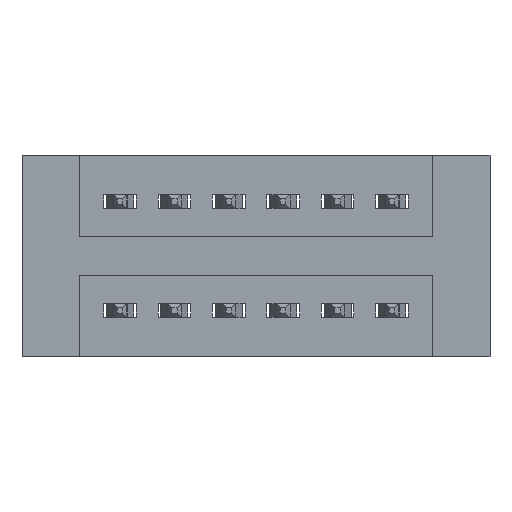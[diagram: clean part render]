
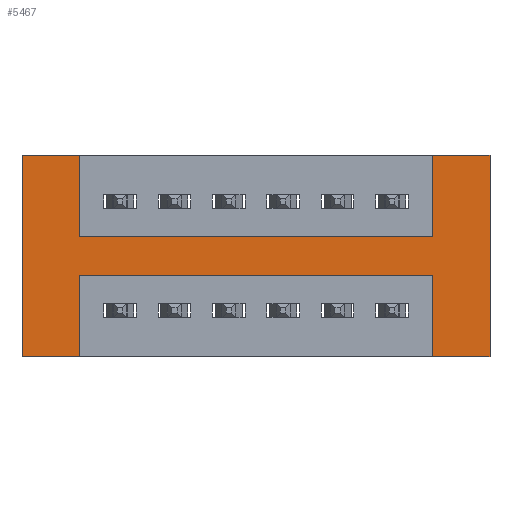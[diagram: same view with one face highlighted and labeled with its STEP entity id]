
A CAD part, front view. The second image highlights one B-rep face of the part: STEP entity #5467.
In plain terms, the highlighted planar face has unit normal (0, -1, 0).
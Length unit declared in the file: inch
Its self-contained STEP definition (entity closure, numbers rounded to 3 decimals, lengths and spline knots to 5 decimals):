
#82 = DIRECTION ( 'NONE',  ( 1., 0., 0. ) ) ;
#250 = EDGE_CURVE ( 'NONE', #5132, #8541, #7531, .T. ) ;
#265 = CARTESIAN_POINT ( 'NONE',  ( 1.1475, 0., 0. ) ) ;
#376 = ORIENTED_EDGE ( 'NONE', *, *, #2203, .T. ) ;
#538 = CARTESIAN_POINT ( 'NONE',  ( 0.3925, 0., -0.22 ) ) ;
#542 = LINE ( 'NONE', #6568, #6389 ) ;
#561 = VERTEX_POINT ( 'NONE', #2024 ) ;
#789 = VERTEX_POINT ( 'NONE', #5704 ) ;
#799 = LINE ( 'NONE', #265, #4462 ) ;
#865 = ORIENTED_EDGE ( 'NONE', *, *, #7559, .F. ) ;
#920 = LINE ( 'NONE', #8419, #8403 ) ;
#1221 = VECTOR ( 'NONE', #4412, 39.37008 ) ;
#1560 = VERTEX_POINT ( 'NONE', #2529 ) ;
#1566 = CARTESIAN_POINT ( 'NONE',  ( 1.1475, 0., -0.37 ) ) ;
#1685 = DIRECTION ( 'NONE',  ( -1., 0., 0. ) ) ;
#1692 = EDGE_CURVE ( 'NONE', #6830, #5132, #920, .T. ) ;
#1721 = VERTEX_POINT ( 'NONE', #1566 ) ;
#2024 = CARTESIAN_POINT ( 'NONE',  ( 0.3925, 0., -0.37 ) ) ;
#2043 = VERTEX_POINT ( 'NONE', #4982 ) ;
#2046 = LINE ( 'NONE', #8177, #5862 ) ;
#2124 = CARTESIAN_POINT ( 'NONE',  ( 1.0425, 0., -0.37 ) ) ;
#2203 = EDGE_CURVE ( 'NONE', #2043, #7142, #3635, .T. ) ;
#2450 = EDGE_CURVE ( 'NONE', #8905, #7277, #5973, .T. ) ;
#2529 = CARTESIAN_POINT ( 'NONE',  ( 1.1475, 0., 0. ) ) ;
#2658 = VECTOR ( 'NONE', #7883, 39.37008 ) ;
#2730 = ORIENTED_EDGE ( 'NONE', *, *, #7881, .F. ) ;
#2891 = VECTOR ( 'NONE', #7290, 39.37008 ) ;
#2909 = LINE ( 'NONE', #7535, #6376 ) ;
#3145 = CARTESIAN_POINT ( 'NONE',  ( 0.2875, 0., 0. ) ) ;
#3591 = EDGE_CURVE ( 'NONE', #7277, #7222, #8479, .T. ) ;
#3635 = LINE ( 'NONE', #3145, #7413 ) ;
#3719 = CARTESIAN_POINT ( 'NONE',  ( 0.3925, 0., 0. ) ) ;
#3937 = ORIENTED_EDGE ( 'NONE', *, *, #8483, .F. ) ;
#4001 = VECTOR ( 'NONE', #6696, 39.37008 ) ;
#4018 = VECTOR ( 'NONE', #1685, 39.37008 ) ;
#4052 = DIRECTION ( 'NONE',  ( 0., 0., 1. ) ) ;
#4065 = CARTESIAN_POINT ( 'NONE',  ( 0.2875, 0., -0.37 ) ) ;
#4184 = CARTESIAN_POINT ( 'NONE',  ( 0.3925, 0., -0.15 ) ) ;
#4346 = ORIENTED_EDGE ( 'NONE', *, *, #2450, .F. ) ;
#4412 = DIRECTION ( 'NONE',  ( -1., 0., 0. ) ) ;
#4443 = DIRECTION ( 'NONE',  ( 1., 0., 0. ) ) ;
#4462 = VECTOR ( 'NONE', #8315, 39.37008 ) ;
#4537 = CARTESIAN_POINT ( 'NONE',  ( 0., 0., -0.37 ) ) ;
#4602 = EDGE_LOOP ( 'NONE', ( #7975, #7664, #2730, #8367, #8725, #3937, #376, #6178, #865, #6442, #4346, #8911 ) ) ;
#4658 = CARTESIAN_POINT ( 'NONE',  ( 1.0425, 0., -0.37 ) ) ;
#4982 = CARTESIAN_POINT ( 'NONE',  ( 0.2875, 0., 0. ) ) ;
#5132 = VERTEX_POINT ( 'NONE', #4184 ) ;
#5467 = ADVANCED_FACE ( 'NONE', ( #8794 ), #7903, .T. ) ;
#5619 = CARTESIAN_POINT ( 'NONE',  ( 0.3925, 0., -0.22 ) ) ;
#5704 = CARTESIAN_POINT ( 'NONE',  ( 1.0425, 0., 0. ) ) ;
#5756 = VECTOR ( 'NONE', #7687, 39.37008 ) ;
#5835 = EDGE_CURVE ( 'NONE', #561, #7142, #8787, .T. ) ;
#5862 = VECTOR ( 'NONE', #4052, 39.37008 ) ;
#5973 = LINE ( 'NONE', #4658, #4001 ) ;
#6178 = ORIENTED_EDGE ( 'NONE', *, *, #5835, .F. ) ;
#6376 = VECTOR ( 'NONE', #82, 39.37008 ) ;
#6389 = VECTOR ( 'NONE', #4443, 39.37008 ) ;
#6442 = ORIENTED_EDGE ( 'NONE', *, *, #3591, .F. ) ;
#6568 = CARTESIAN_POINT ( 'NONE',  ( 0., 0., 0. ) ) ;
#6592 = LINE ( 'NONE', #8506, #2658 ) ;
#6696 = DIRECTION ( 'NONE',  ( 0., 0., 1. ) ) ;
#6813 = LINE ( 'NONE', #8161, #4018 ) ;
#6830 = VERTEX_POINT ( 'NONE', #3719 ) ;
#7111 = EDGE_CURVE ( 'NONE', #1721, #8905, #6813, .T. ) ;
#7142 = VERTEX_POINT ( 'NONE', #4065 ) ;
#7211 = DIRECTION ( 'NONE',  ( 0., 0., -1. ) ) ;
#7222 = VERTEX_POINT ( 'NONE', #5619 ) ;
#7247 = AXIS2_PLACEMENT_3D ( 'NONE', #7777, #9003, #7764 ) ;
#7277 = VERTEX_POINT ( 'NONE', #8297 ) ;
#7290 = DIRECTION ( 'NONE',  ( -1., 0., 0. ) ) ;
#7413 = VECTOR ( 'NONE', #7211, 39.37008 ) ;
#7531 = LINE ( 'NONE', #9235, #5756 ) ;
#7535 = CARTESIAN_POINT ( 'NONE',  ( 0., 0., 0. ) ) ;
#7548 = EDGE_CURVE ( 'NONE', #789, #1560, #542, .T. ) ;
#7559 = EDGE_CURVE ( 'NONE', #7222, #561, #6592, .T. ) ;
#7664 = ORIENTED_EDGE ( 'NONE', *, *, #7548, .F. ) ;
#7687 = DIRECTION ( 'NONE',  ( 1., 0., 0. ) ) ;
#7764 = DIRECTION ( 'NONE',  ( 0., 0., -1. ) ) ;
#7777 = CARTESIAN_POINT ( 'NONE',  ( 0., 0., -0.37 ) ) ;
#7881 = EDGE_CURVE ( 'NONE', #8541, #789, #2046, .T. ) ;
#7883 = DIRECTION ( 'NONE',  ( 0., 0., -1. ) ) ;
#7903 = PLANE ( 'NONE',  #7247 ) ;
#7975 = ORIENTED_EDGE ( 'NONE', *, *, #8033, .T. ) ;
#8033 = EDGE_CURVE ( 'NONE', #1721, #1560, #799, .T. ) ;
#8161 = CARTESIAN_POINT ( 'NONE',  ( 0., 0., -0.37 ) ) ;
#8177 = CARTESIAN_POINT ( 'NONE',  ( 1.0425, 0., 0. ) ) ;
#8297 = CARTESIAN_POINT ( 'NONE',  ( 1.0425, 0., -0.22 ) ) ;
#8315 = DIRECTION ( 'NONE',  ( 0., 0., 1. ) ) ;
#8367 = ORIENTED_EDGE ( 'NONE', *, *, #250, .F. ) ;
#8370 = DIRECTION ( 'NONE',  ( 0., 0., -1. ) ) ;
#8403 = VECTOR ( 'NONE', #8370, 39.37008 ) ;
#8419 = CARTESIAN_POINT ( 'NONE',  ( 0.3925, 0., 0. ) ) ;
#8479 = LINE ( 'NONE', #538, #2891 ) ;
#8483 = EDGE_CURVE ( 'NONE', #2043, #6830, #2909, .T. ) ;
#8506 = CARTESIAN_POINT ( 'NONE',  ( 0.3925, 0., -0.37 ) ) ;
#8541 = VERTEX_POINT ( 'NONE', #8824 ) ;
#8725 = ORIENTED_EDGE ( 'NONE', *, *, #1692, .F. ) ;
#8787 = LINE ( 'NONE', #4537, #1221 ) ;
#8794 = FACE_OUTER_BOUND ( 'NONE', #4602, .T. ) ;
#8824 = CARTESIAN_POINT ( 'NONE',  ( 1.0425, 0., -0.15 ) ) ;
#8905 = VERTEX_POINT ( 'NONE', #2124 ) ;
#8911 = ORIENTED_EDGE ( 'NONE', *, *, #7111, .F. ) ;
#9003 = DIRECTION ( 'NONE',  ( 0., -1., 0. ) ) ;
#9235 = CARTESIAN_POINT ( 'NONE',  ( 0.3925, 0., -0.15 ) ) ;
